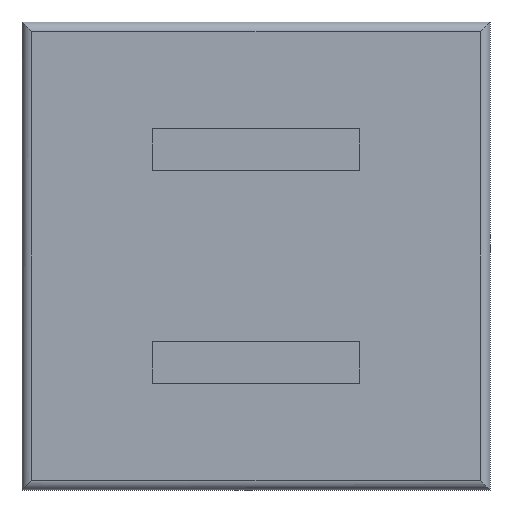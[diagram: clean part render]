
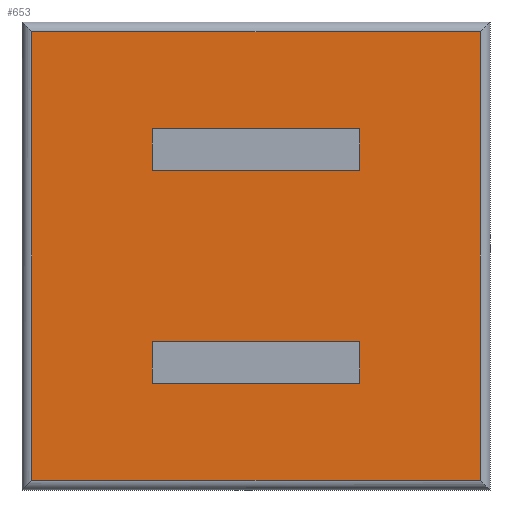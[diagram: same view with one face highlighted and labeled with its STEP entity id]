
A CAD part, front view. The second image highlights one B-rep face of the part: STEP entity #653.
In plain terms, the highlighted planar face has unit normal (0, -1, 0).
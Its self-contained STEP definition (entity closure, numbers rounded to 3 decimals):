
#31=FACE_BOUND('',#128,.T.);
#32=FACE_BOUND('',#129,.T.);
#47=PLANE('',#726);
#81=FACE_OUTER_BOUND('',#127,.T.);
#127=EDGE_LOOP('',(#533,#534,#535,#536));
#128=EDGE_LOOP('',(#537,#538,#539,#540));
#129=EDGE_LOOP('',(#541,#542,#543,#544));
#153=LINE('',#958,#225);
#157=LINE('',#966,#229);
#160=LINE('',#972,#232);
#163=LINE('',#977,#235);
#165=LINE('',#983,#237);
#169=LINE('',#991,#241);
#172=LINE('',#997,#244);
#175=LINE('',#1002,#247);
#178=LINE('',#1012,#250);
#179=LINE('',#1016,#251);
#182=LINE('',#1024,#254);
#184=LINE('',#1028,#256);
#225=VECTOR('',#780,10.);
#229=VECTOR('',#786,10.);
#232=VECTOR('',#791,10.);
#235=VECTOR('',#796,10.);
#237=VECTOR('',#802,10.);
#241=VECTOR('',#808,10.);
#244=VECTOR('',#813,10.);
#247=VECTOR('',#818,10.);
#250=VECTOR('',#827,10.);
#251=VECTOR('',#832,10.);
#254=VECTOR('',#839,10.);
#256=VECTOR('',#845,10.);
#309=VERTEX_POINT('',#956);
#310=VERTEX_POINT('',#957);
#313=VERTEX_POINT('',#965);
#315=VERTEX_POINT('',#971);
#317=VERTEX_POINT('',#981);
#318=VERTEX_POINT('',#982);
#321=VERTEX_POINT('',#990);
#323=VERTEX_POINT('',#996);
#327=VERTEX_POINT('',#1009);
#328=VERTEX_POINT('',#1011);
#329=VERTEX_POINT('',#1015);
#332=VERTEX_POINT('',#1023);
#369=EDGE_CURVE('',#309,#310,#153,.T.);
#373=EDGE_CURVE('',#310,#313,#157,.T.);
#376=EDGE_CURVE('',#313,#315,#160,.T.);
#379=EDGE_CURVE('',#315,#309,#163,.T.);
#381=EDGE_CURVE('',#317,#318,#165,.T.);
#385=EDGE_CURVE('',#318,#321,#169,.T.);
#388=EDGE_CURVE('',#321,#323,#172,.T.);
#391=EDGE_CURVE('',#323,#317,#175,.T.);
#395=EDGE_CURVE('',#327,#328,#178,.T.);
#397=EDGE_CURVE('',#329,#327,#179,.T.);
#401=EDGE_CURVE('',#328,#332,#182,.T.);
#404=EDGE_CURVE('',#332,#329,#184,.T.);
#533=ORIENTED_EDGE('',*,*,#395,.F.);
#534=ORIENTED_EDGE('',*,*,#397,.F.);
#535=ORIENTED_EDGE('',*,*,#404,.F.);
#536=ORIENTED_EDGE('',*,*,#401,.F.);
#537=ORIENTED_EDGE('',*,*,#369,.T.);
#538=ORIENTED_EDGE('',*,*,#373,.T.);
#539=ORIENTED_EDGE('',*,*,#376,.T.);
#540=ORIENTED_EDGE('',*,*,#379,.T.);
#541=ORIENTED_EDGE('',*,*,#381,.T.);
#542=ORIENTED_EDGE('',*,*,#385,.T.);
#543=ORIENTED_EDGE('',*,*,#388,.T.);
#544=ORIENTED_EDGE('',*,*,#391,.T.);
#653=ADVANCED_FACE('',(#81,#31,#32),#47,.F.);
#726=AXIS2_PLACEMENT_3D('',#1039,#855,#856);
#780=DIRECTION('',(0.,0.,1.));
#786=DIRECTION('',(1.,0.,0.));
#791=DIRECTION('',(0.,0.,-1.));
#796=DIRECTION('',(-1.,0.,0.));
#802=DIRECTION('',(-1.,0.,0.));
#808=DIRECTION('',(0.,0.,1.));
#813=DIRECTION('',(1.,0.,0.));
#818=DIRECTION('',(0.,0.,-1.));
#827=DIRECTION('',(0.,0.,1.));
#832=DIRECTION('',(-1.,0.,0.));
#839=DIRECTION('',(1.,0.,0.));
#845=DIRECTION('',(0.,0.,-1.));
#855=DIRECTION('center_axis',(0.,1.,0.));
#856=DIRECTION('ref_axis',(0.,0.,1.));
#956=CARTESIAN_POINT('',(-12.5,0.,-15.3));
#957=CARTESIAN_POINT('',(-12.5,0.,-10.3));
#958=CARTESIAN_POINT('',(-12.5,0.,-5.15));
#965=CARTESIAN_POINT('',(12.5,0.,-10.3));
#966=CARTESIAN_POINT('',(6.25,0.,-10.3));
#971=CARTESIAN_POINT('',(12.5,0.,-15.3));
#972=CARTESIAN_POINT('',(12.5,0.,-7.65));
#977=CARTESIAN_POINT('',(-6.25,0.,-15.3));
#981=CARTESIAN_POINT('',(12.5,0.,10.3));
#982=CARTESIAN_POINT('',(-12.5,0.,10.3));
#983=CARTESIAN_POINT('',(-6.25,0.,10.3));
#990=CARTESIAN_POINT('',(-12.5,0.,15.3));
#991=CARTESIAN_POINT('',(-12.5,0.,7.65));
#996=CARTESIAN_POINT('',(12.5,0.,15.3));
#997=CARTESIAN_POINT('',(6.25,0.,15.3));
#1002=CARTESIAN_POINT('',(12.5,0.,5.15));
#1009=CARTESIAN_POINT('',(-26.945,0.,-26.945));
#1011=CARTESIAN_POINT('',(-26.945,0.,26.945));
#1012=CARTESIAN_POINT('',(-26.945,0.,-14.072));
#1015=CARTESIAN_POINT('',(26.945,0.,-26.945));
#1016=CARTESIAN_POINT('',(14.072,0.,-26.945));
#1023=CARTESIAN_POINT('',(26.945,0.,26.945));
#1024=CARTESIAN_POINT('',(-14.072,0.,26.945));
#1028=CARTESIAN_POINT('',(26.945,0.,14.072));
#1039=CARTESIAN_POINT('Origin',(0.,0.,0.));
